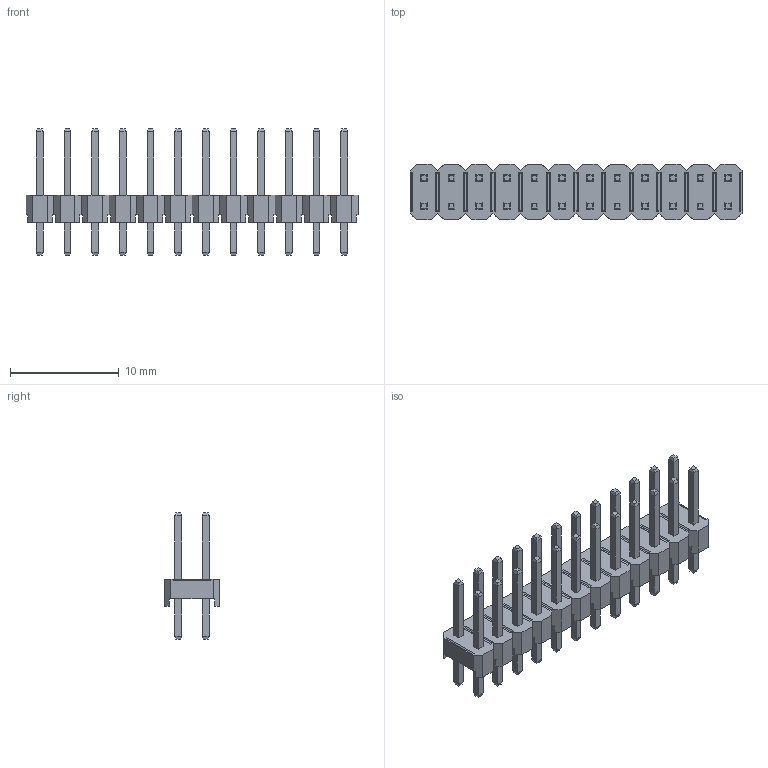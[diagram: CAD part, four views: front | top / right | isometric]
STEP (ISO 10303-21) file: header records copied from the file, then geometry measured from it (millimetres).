
FILE_DESCRIPTION(('STEP AP214'), '1');
FILE_NAME('PLD', '', ('UNSPECIFIED'), ('UNSPECIFIED'), 'ASCON STEP Converter 1.6', 'ASCON Math Kernel', '');
FILE_SCHEMA(('AUTOMOTIVE_DESIGN { 1 0 10303 214 3 1 1}'));
Length unit declared in the file: millimetre
Bounding box: 30.48 x 5.08 x 11.6 mm (x, y, z)
Volume: 370.2 mm3; surface area: 1110.5 mm2
Topology: 1 solids, 1 shells, 619 faces, 1482 edges, 924 vertices
Faces by surface type: plane 619
Entity records: 22292 total; most frequent: CARTESIAN_POINT 3026, ORIENTED_EDGE 2964, DIRECTION 2722, EDGE_CURVE 1482, LINE 1482, VECTOR 1482, VERTEX_POINT 924, FACE_BOUND 678
